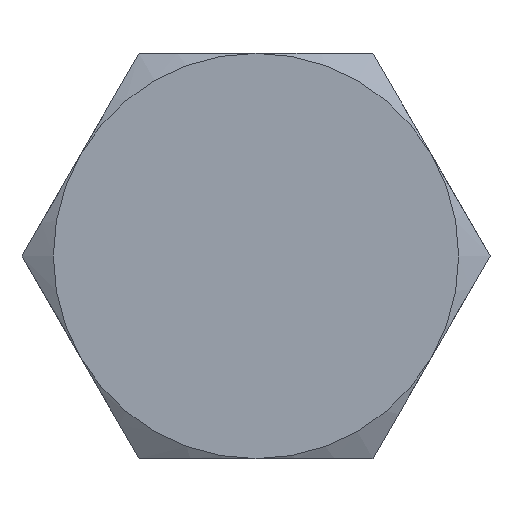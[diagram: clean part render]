
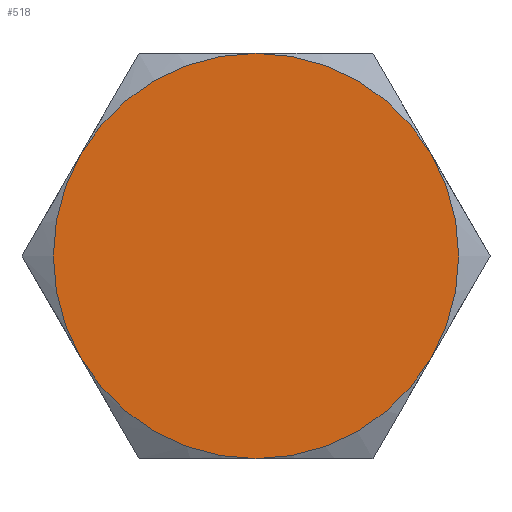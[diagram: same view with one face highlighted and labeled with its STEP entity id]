
A CAD part, left-side view. The second image highlights one B-rep face of the part: STEP entity #518.
In plain terms, the highlighted planar face has unit normal (-1, 0, 0).
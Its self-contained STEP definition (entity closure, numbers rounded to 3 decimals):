
#3 = CIRCLE ( 'NONE', #409, 4. ) ;
#4 = ORIENTED_EDGE ( 'NONE', *, *, #358, .F. ) ;
#9 = CARTESIAN_POINT ( 'NONE',  ( 0., 0., 0. ) ) ;
#17 = AXIS2_PLACEMENT_3D ( 'NONE', #9, #577, #19 ) ;
#19 = DIRECTION ( 'NONE',  ( 0., 0., -1. ) ) ;
#21 = DIRECTION ( 'NONE',  ( 1., 0., 0. ) ) ;
#40 = ORIENTED_EDGE ( 'NONE', *, *, #811, .F. ) ;
#73 = DIRECTION ( 'NONE',  ( 1., 0., 0. ) ) ;
#80 = ORIENTED_EDGE ( 'NONE', *, *, #513, .F. ) ;
#92 = AXIS2_PLACEMENT_3D ( 'NONE', #776, #442, #631 ) ;
#101 = AXIS2_PLACEMENT_3D ( 'NONE', #312, #431, #196 ) ;
#110 = EDGE_LOOP ( 'NONE', ( #396, #40, #80, #4, #775, #476 ) ) ;
#116 = CIRCLE ( 'NONE', #101, 4. ) ;
#131 = CARTESIAN_POINT ( 'NONE',  ( 0., 0., 0. ) ) ;
#145 = CARTESIAN_POINT ( 'NONE',  ( 0., 3.464, 2. ) ) ;
#181 = EDGE_CURVE ( 'NONE', #741, #328, #116, .T. ) ;
#196 = DIRECTION ( 'NONE',  ( 0., 0., -1. ) ) ;
#202 = CIRCLE ( 'NONE', #238, 4. ) ;
#224 = AXIS2_PLACEMENT_3D ( 'NONE', #268, #73, #324 ) ;
#233 = EDGE_CURVE ( 'NONE', #328, #449, #579, .T. ) ;
#238 = AXIS2_PLACEMENT_3D ( 'NONE', #514, #774, #517 ) ;
#262 = VERTEX_POINT ( 'NONE', #436 ) ;
#266 = VERTEX_POINT ( 'NONE', #697 ) ;
#268 = CARTESIAN_POINT ( 'NONE',  ( 0., 0., 0. ) ) ;
#272 = FACE_OUTER_BOUND ( 'NONE', #110, .T. ) ;
#312 = CARTESIAN_POINT ( 'NONE',  ( 0., 0., 0. ) ) ;
#324 = DIRECTION ( 'NONE',  ( 0., 0., -1. ) ) ;
#328 = VERTEX_POINT ( 'NONE', #755 ) ;
#332 = CARTESIAN_POINT ( 'NONE',  ( 0., 4.619, 0. ) ) ;
#358 = EDGE_CURVE ( 'NONE', #466, #262, #460, .T. ) ;
#377 = CARTESIAN_POINT ( 'NONE',  ( 0., 0., 4. ) ) ;
#387 = EDGE_CURVE ( 'NONE', #466, #449, #202, .T. ) ;
#396 = ORIENTED_EDGE ( 'NONE', *, *, #181, .F. ) ;
#409 = AXIS2_PLACEMENT_3D ( 'NONE', #131, #632, #595 ) ;
#431 = DIRECTION ( 'NONE',  ( 1., 0., 0. ) ) ;
#436 = CARTESIAN_POINT ( 'NONE',  ( 0., -3.464, 2. ) ) ;
#442 = DIRECTION ( 'NONE',  ( 1., 0., 0. ) ) ;
#449 = VERTEX_POINT ( 'NONE', #145 ) ;
#451 = CARTESIAN_POINT ( 'NONE',  ( 0., 0., -4. ) ) ;
#460 = CIRCLE ( 'NONE', #17, 4. ) ;
#466 = VERTEX_POINT ( 'NONE', #377 ) ;
#476 = ORIENTED_EDGE ( 'NONE', *, *, #233, .F. ) ;
#513 = EDGE_CURVE ( 'NONE', #262, #266, #715, .T. ) ;
#514 = CARTESIAN_POINT ( 'NONE',  ( 0., 0., 0. ) ) ;
#517 = DIRECTION ( 'NONE',  ( 0., 0., 1. ) ) ;
#518 = ADVANCED_FACE ( 'NONE', ( #272 ), #773, .F. ) ;
#577 = DIRECTION ( 'NONE',  ( 1., 0., 0. ) ) ;
#579 = CIRCLE ( 'NONE', #224, 4. ) ;
#595 = DIRECTION ( 'NONE',  ( 0., 0., -1. ) ) ;
#631 = DIRECTION ( 'NONE',  ( 0., 0., -1. ) ) ;
#632 = DIRECTION ( 'NONE',  ( 1., 0., 0. ) ) ;
#697 = CARTESIAN_POINT ( 'NONE',  ( 0., -3.464, -2. ) ) ;
#714 = DIRECTION ( 'NONE',  ( 0., 0., -1. ) ) ;
#715 = CIRCLE ( 'NONE', #92, 4. ) ;
#741 = VERTEX_POINT ( 'NONE', #451 ) ;
#755 = CARTESIAN_POINT ( 'NONE',  ( 0., 3.464, -2. ) ) ;
#768 = AXIS2_PLACEMENT_3D ( 'NONE', #332, #21, #714 ) ;
#773 = PLANE ( 'NONE',  #768 ) ;
#774 = DIRECTION ( 'NONE',  ( -1., 0., 0. ) ) ;
#775 = ORIENTED_EDGE ( 'NONE', *, *, #387, .T. ) ;
#776 = CARTESIAN_POINT ( 'NONE',  ( 0., 0., 0. ) ) ;
#811 = EDGE_CURVE ( 'NONE', #266, #741, #3, .T. ) ;
